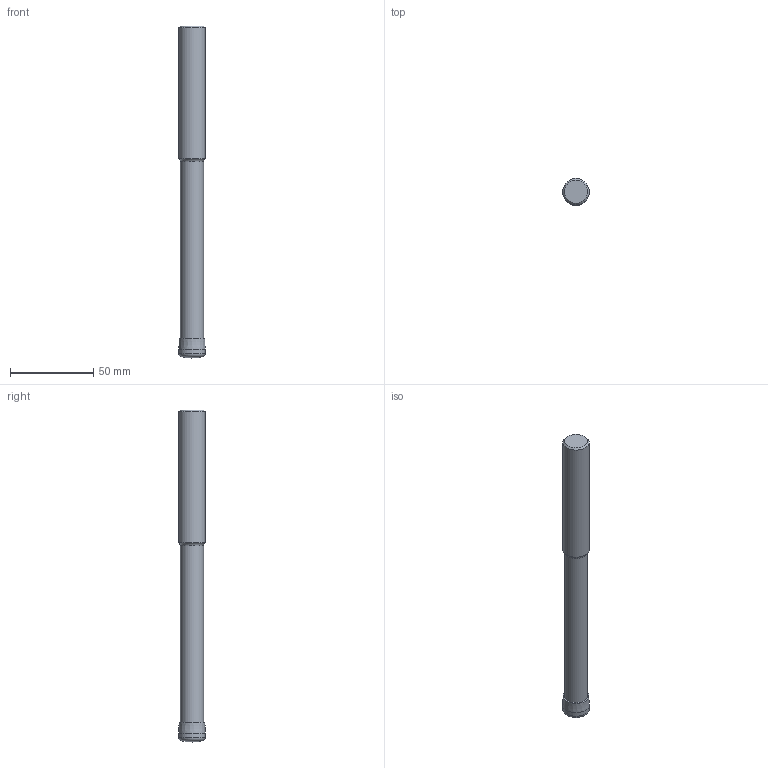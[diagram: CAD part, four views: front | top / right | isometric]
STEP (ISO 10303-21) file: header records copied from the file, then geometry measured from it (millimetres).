
FILE_DESCRIPTION(/* description */ (''),/* implementation_level */ '2;1');
FILE_NAME(/* name */ '7820093_7801423.stp',/* time_stamp */ '2020-01-23T14:29:52+09:00',/* author */ (''),/* organization */ (''),/* preprocessor_version */ 'ST-DEVELOPER v16.7',/* originating_system */ 'SIEMENS PLM Software NX 12.0',/* authorisation */ '');
FILE_SCHEMA (('AUTOMOTIVE_DESIGN { 1 0 10303 214 3 1 1 1 }'));
Length unit declared in the file: millimetre
Products named in the file (3): NOCUT_7820093_7801423; CUT_7820093_7801423; 7820093_7801423
Assembly tree (2 placements, depth 2):
  7820093_7801423
    CUT_7820093_7801423
    NOCUT_7820093_7801423
Bounding box: 16 x 16 x 200 mm (x, y, z)
Volume: 34946.9 mm3; surface area: 10026.7 mm2
Topology: 2 solids, 2 shells, 12 faces, 52 edges, 94 vertices
Faces by surface type: plane 4, cylinder 3, cone 2, torus 2, bspline 1
Full cylindrical faces by diameter (mm): 14 x1, 16 x2
Entity records: 776 total; most frequent: CARTESIAN_POINT 146, DIRECTION 92, STYLED_ITEM 56, PRESENTATION_STYLE_ASSIGNMENT 56, CURVE_STYLE 38, DRAUGHTING_PRE_DEFINED_CURVE_FONT 38, AXIS2_PLACEMENT_3D 36, TRIMMED_CURVE 28
